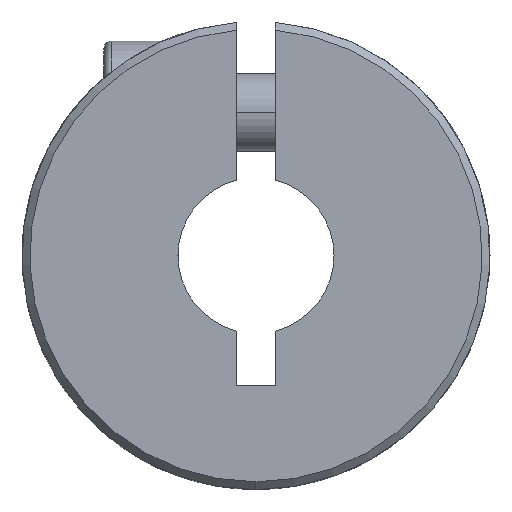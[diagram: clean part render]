
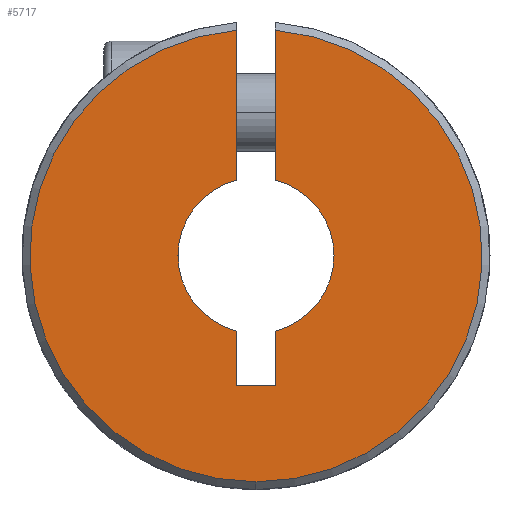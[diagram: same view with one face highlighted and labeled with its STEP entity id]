
A CAD part, left-side view. The second image highlights one B-rep face of the part: STEP entity #5717.
In plain terms, the highlighted planar face has unit normal (-1, 0, 0).
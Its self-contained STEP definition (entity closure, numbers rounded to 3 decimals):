
#71 = CARTESIAN_POINT ( 'NONE',  ( -15., 0.75, -5. ) ) ;
#127 = CARTESIAN_POINT ( 'NONE',  ( -15., -0.75, 2.905 ) ) ;
#141 = DIRECTION ( 'NONE',  ( -1., 0., 0. ) ) ;
#291 = CARTESIAN_POINT ( 'NONE',  ( -15., -0.75, -5. ) ) ;
#362 = CIRCLE ( 'NONE', #1296, 3. ) ;
#737 = LINE ( 'NONE', #1821, #6997 ) ;
#742 = VERTEX_POINT ( 'NONE', #291 ) ;
#859 = LINE ( 'NONE', #5381, #1089 ) ;
#963 = ORIENTED_EDGE ( 'NONE', *, *, #6642, .F. ) ;
#992 = VERTEX_POINT ( 'NONE', #127 ) ;
#999 = ORIENTED_EDGE ( 'NONE', *, *, #6198, .F. ) ;
#1069 = CIRCLE ( 'NONE', #4291, 8.7 ) ;
#1089 = VECTOR ( 'NONE', #6966, 1000. ) ;
#1152 = CARTESIAN_POINT ( 'NONE',  ( -15., 0., 0. ) ) ;
#1243 = DIRECTION ( 'NONE',  ( 0., 0., 1. ) ) ;
#1246 = ORIENTED_EDGE ( 'NONE', *, *, #5213, .T. ) ;
#1255 = EDGE_CURVE ( 'NONE', #1437, #3658, #1069, .T. ) ;
#1296 = AXIS2_PLACEMENT_3D ( 'NONE', #1817, #141, #3493 ) ;
#1386 = DIRECTION ( 'NONE',  ( 0., 0., 1. ) ) ;
#1437 = VERTEX_POINT ( 'NONE', #1531 ) ;
#1452 = ORIENTED_EDGE ( 'NONE', *, *, #1615, .T. ) ;
#1531 = CARTESIAN_POINT ( 'NONE',  ( -15., 0., -8.7 ) ) ;
#1584 = CARTESIAN_POINT ( 'NONE',  ( -15., 3., 0. ) ) ;
#1610 = DIRECTION ( 'NONE',  ( 0., 0., 1. ) ) ;
#1615 = EDGE_CURVE ( 'NONE', #3186, #5049, #5614, .T. ) ;
#1688 = CARTESIAN_POINT ( 'NONE',  ( -15., 0.75, -2.905 ) ) ;
#1778 = ORIENTED_EDGE ( 'NONE', *, *, #2650, .F. ) ;
#1817 = CARTESIAN_POINT ( 'NONE',  ( -15., 0., 0. ) ) ;
#1821 = CARTESIAN_POINT ( 'NONE',  ( -15., -0.75, -5. ) ) ;
#2581 = CARTESIAN_POINT ( 'NONE',  ( -15., 0.75, -5. ) ) ;
#2629 = CARTESIAN_POINT ( 'NONE',  ( -15., 0., 0. ) ) ;
#2650 = EDGE_CURVE ( 'NONE', #992, #3658, #6950, .T. ) ;
#2799 = AXIS2_PLACEMENT_3D ( 'NONE', #1584, #3255, #3398 ) ;
#2827 = CARTESIAN_POINT ( 'NONE',  ( -15., 0.75, 2.905 ) ) ;
#3135 = VERTEX_POINT ( 'NONE', #5594 ) ;
#3186 = VERTEX_POINT ( 'NONE', #2827 ) ;
#3255 = DIRECTION ( 'NONE',  ( 1., 0., 0. ) ) ;
#3398 = DIRECTION ( 'NONE',  ( 0., 0., -1. ) ) ;
#3493 = DIRECTION ( 'NONE',  ( 0., 0., 1. ) ) ;
#3544 = VERTEX_POINT ( 'NONE', #2581 ) ;
#3585 = AXIS2_PLACEMENT_3D ( 'NONE', #2629, #7193, #1610 ) ;
#3658 = VERTEX_POINT ( 'NONE', #7216 ) ;
#3913 = CARTESIAN_POINT ( 'NONE',  ( -15., 0., 0. ) ) ;
#4030 = EDGE_CURVE ( 'NONE', #742, #3544, #859, .T. ) ;
#4291 = AXIS2_PLACEMENT_3D ( 'NONE', #1152, #5600, #5037 ) ;
#4332 = PLANE ( 'NONE',  #2799 ) ;
#4419 = CARTESIAN_POINT ( 'NONE',  ( -15., 0.75, -5. ) ) ;
#4504 = CIRCLE ( 'NONE', #3585, 3. ) ;
#4542 = LINE ( 'NONE', #71, #4893 ) ;
#4565 = ORIENTED_EDGE ( 'NONE', *, *, #6100, .F. ) ;
#4611 = CARTESIAN_POINT ( 'NONE',  ( -15., -0.75, -5. ) ) ;
#4632 = CIRCLE ( 'NONE', #5233, 8.7 ) ;
#4682 = VECTOR ( 'NONE', #7142, 1000. ) ;
#4810 = FACE_OUTER_BOUND ( 'NONE', #5855, .T. ) ;
#4893 = VECTOR ( 'NONE', #1243, 1000. ) ;
#5037 = DIRECTION ( 'NONE',  ( 0., 0., -1. ) ) ;
#5049 = VERTEX_POINT ( 'NONE', #6899 ) ;
#5213 = EDGE_CURVE ( 'NONE', #5049, #1437, #4632, .T. ) ;
#5233 = AXIS2_PLACEMENT_3D ( 'NONE', #3913, #6072, #6142 ) ;
#5300 = VECTOR ( 'NONE', #1386, 1000. ) ;
#5381 = CARTESIAN_POINT ( 'NONE',  ( -15., -0.75, -5. ) ) ;
#5594 = CARTESIAN_POINT ( 'NONE',  ( -15., -0.75, -2.905 ) ) ;
#5600 = DIRECTION ( 'NONE',  ( -1., 0., 0. ) ) ;
#5614 = LINE ( 'NONE', #4419, #4682 ) ;
#5696 = ORIENTED_EDGE ( 'NONE', *, *, #1255, .T. ) ;
#5717 = ADVANCED_FACE ( 'NONE', ( #4810 ), #4332, .F. ) ;
#5730 = VERTEX_POINT ( 'NONE', #1688 ) ;
#5855 = EDGE_LOOP ( 'NONE', ( #1452, #1246, #5696, #1778, #963, #4565, #6582, #6273, #999 ) ) ;
#6012 = EDGE_CURVE ( 'NONE', #3544, #5730, #4542, .T. ) ;
#6072 = DIRECTION ( 'NONE',  ( -1., 0., 0. ) ) ;
#6100 = EDGE_CURVE ( 'NONE', #742, #3135, #737, .T. ) ;
#6142 = DIRECTION ( 'NONE',  ( 0., 0., -1. ) ) ;
#6198 = EDGE_CURVE ( 'NONE', #3186, #5730, #362, .T. ) ;
#6273 = ORIENTED_EDGE ( 'NONE', *, *, #6012, .T. ) ;
#6307 = DIRECTION ( 'NONE',  ( 0., 0., 1. ) ) ;
#6582 = ORIENTED_EDGE ( 'NONE', *, *, #4030, .T. ) ;
#6642 = EDGE_CURVE ( 'NONE', #3135, #992, #4504, .T. ) ;
#6899 = CARTESIAN_POINT ( 'NONE',  ( -15., 0.75, 8.668 ) ) ;
#6950 = LINE ( 'NONE', #4611, #5300 ) ;
#6966 = DIRECTION ( 'NONE',  ( 0., 1., 0. ) ) ;
#6997 = VECTOR ( 'NONE', #6307, 1000. ) ;
#7142 = DIRECTION ( 'NONE',  ( 0., 0., 1. ) ) ;
#7193 = DIRECTION ( 'NONE',  ( -1., 0., 0. ) ) ;
#7216 = CARTESIAN_POINT ( 'NONE',  ( -15., -0.75, 8.668 ) ) ;
